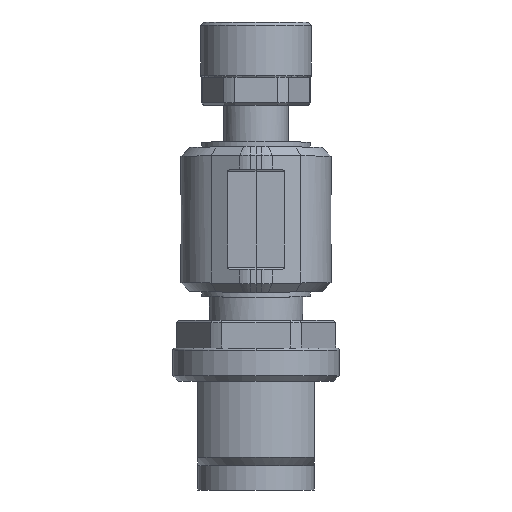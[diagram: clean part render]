
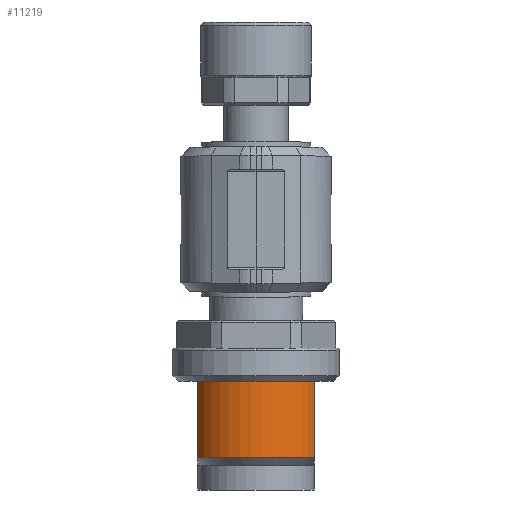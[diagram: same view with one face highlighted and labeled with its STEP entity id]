
A CAD part, left-side view. The second image highlights one B-rep face of the part: STEP entity #11219.
In plain terms, the highlighted cylindrical face has radius 6 mm (diameter 12 mm), a partial arc.
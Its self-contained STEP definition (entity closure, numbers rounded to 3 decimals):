
#353 = EDGE_CURVE ( 'NONE', #4401, #7700, #1152, .T. ) ;
#1152 = CIRCLE ( 'NONE', #9061, 6. ) ;
#1203 = ORIENTED_EDGE ( 'NONE', *, *, #15507, .T. ) ;
#1696 = CARTESIAN_POINT ( 'NONE',  ( -2.905, -5.25, -14.85 ) ) ;
#1745 = ORIENTED_EDGE ( 'NONE', *, *, #353, .F. ) ;
#2045 = CARTESIAN_POINT ( 'NONE',  ( 0., 0., -8. ) ) ;
#2392 = EDGE_CURVE ( 'NONE', #14824, #3427, #8065, .T. ) ;
#2917 = CARTESIAN_POINT ( 'NONE',  ( -2.905, -5.25, -14.85 ) ) ;
#3427 = VERTEX_POINT ( 'NONE', #15090 ) ;
#3747 = DIRECTION ( 'NONE',  ( 0., 0., -1. ) ) ;
#3930 = DIRECTION ( 'NONE',  ( 0., 1., 0. ) ) ;
#4401 = VERTEX_POINT ( 'NONE', #2917 ) ;
#5218 = VECTOR ( 'NONE', #16784, 1000. ) ;
#5738 = EDGE_CURVE ( 'NONE', #4401, #14824, #9912, .T. ) ;
#7684 = CARTESIAN_POINT ( 'NONE',  ( -2.905, -5.25, -8. ) ) ;
#7700 = VERTEX_POINT ( 'NONE', #10884 ) ;
#8065 = CIRCLE ( 'NONE', #20653, 6. ) ;
#8271 = DIRECTION ( 'NONE',  ( 0., 1., 0. ) ) ;
#8753 = CARTESIAN_POINT ( 'NONE',  ( 0., 0., -11.425 ) ) ;
#9061 = AXIS2_PLACEMENT_3D ( 'NONE', #14891, #13546, #8271 ) ;
#9912 = LINE ( 'NONE', #1696, #5218 ) ;
#10246 = DIRECTION ( 'NONE',  ( 0., 1., 0. ) ) ;
#10884 = CARTESIAN_POINT ( 'NONE',  ( -2.905, 5.25, -14.85 ) ) ;
#11219 = ADVANCED_FACE ( 'NONE', ( #17191 ), #13935, .T. ) ;
#12282 = LINE ( 'NONE', #19174, #14092 ) ;
#13546 = DIRECTION ( 'NONE',  ( 0., 0., -1. ) ) ;
#13700 = DIRECTION ( 'NONE',  ( 0., 0., -1. ) ) ;
#13935 = CYLINDRICAL_SURFACE ( 'NONE', #17928, 6. ) ;
#14090 = DIRECTION ( 'NONE',  ( 0., 0., -1. ) ) ;
#14092 = VECTOR ( 'NONE', #3747, 1000. ) ;
#14824 = VERTEX_POINT ( 'NONE', #7684 ) ;
#14891 = CARTESIAN_POINT ( 'NONE',  ( 0., 0., -14.85 ) ) ;
#15090 = CARTESIAN_POINT ( 'NONE',  ( -2.905, 5.25, -8. ) ) ;
#15507 = EDGE_CURVE ( 'NONE', #3427, #7700, #12282, .T. ) ;
#16784 = DIRECTION ( 'NONE',  ( 0., 0., 1. ) ) ;
#17191 = FACE_OUTER_BOUND ( 'NONE', #19172, .T. ) ;
#17928 = AXIS2_PLACEMENT_3D ( 'NONE', #8753, #13700, #3930 ) ;
#19172 = EDGE_LOOP ( 'NONE', ( #19533, #20920, #1203, #1745 ) ) ;
#19174 = CARTESIAN_POINT ( 'NONE',  ( -2.905, 5.25, -8. ) ) ;
#19533 = ORIENTED_EDGE ( 'NONE', *, *, #5738, .T. ) ;
#20653 = AXIS2_PLACEMENT_3D ( 'NONE', #2045, #14090, #10246 ) ;
#20920 = ORIENTED_EDGE ( 'NONE', *, *, #2392, .T. ) ;
